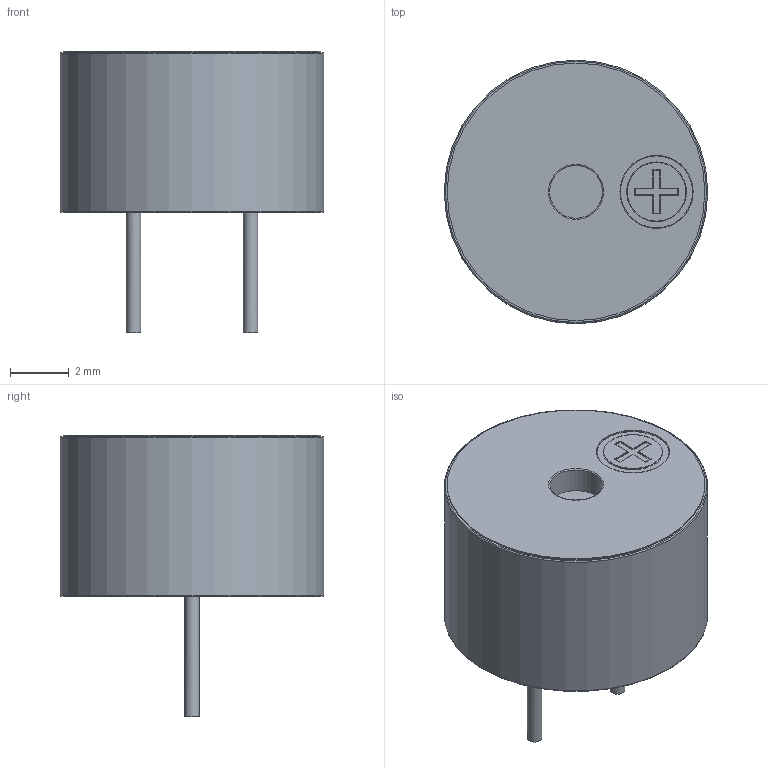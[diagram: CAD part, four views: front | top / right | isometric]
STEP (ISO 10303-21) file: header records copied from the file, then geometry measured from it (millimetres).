
FILE_DESCRIPTION(/* description */ (''),/* implementation_level */ '2;1');
FILE_NAME(/* name */ 'kls3-mt-09.step',/* time_stamp */ '2023-12-07T23:57:13+02:00',/* author */ (''),/* organization */ (''),/* preprocessor_version */ 'ST-DEVELOPER v20',/* originating_system */ 'Autodesk Translation Framework v12.14.0.127',/* authorisation */ '');
FILE_SCHEMA (('AUTOMOTIVE_DESIGN { 1 0 10303 214 3 1 1 }'));
Length unit declared in the file: millimetre
Products named in the file (1): BUZZER
Bounding box: 9 x 9 x 9.6 mm (x, y, z)
Volume: 319.6 mm3; surface area: 363.4 mm2
Topology: 10 solids, 10 shells, 113 faces, 231 edges, 146 vertices
Faces by surface type: plane 66, cylinder 37, torus 7, bspline 2, cone 1
Full cylindrical faces by diameter (mm): 0.5 x4, 1.8 x2, 2 x1, 2.5 x1, 7.6 x1, 8.8 x1, 9 x1
Entity records: 3408 total; most frequent: CARTESIAN_POINT 937, DIRECTION 506, ORIENTED_EDGE 462, EDGE_CURVE 231, AXIS2_PLACEMENT_3D 177, LINE 152, VECTOR 152, VERTEX_POINT 146
